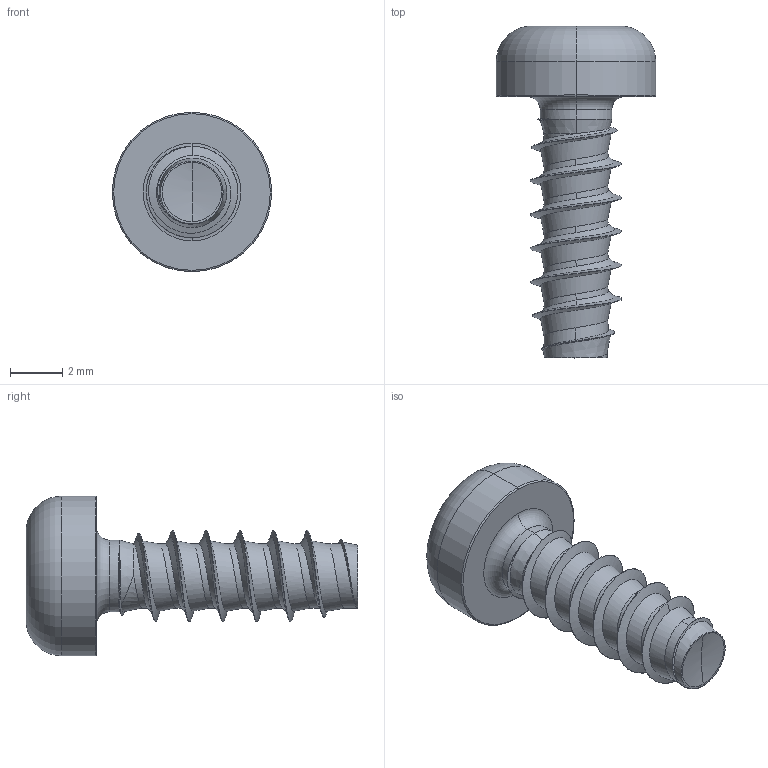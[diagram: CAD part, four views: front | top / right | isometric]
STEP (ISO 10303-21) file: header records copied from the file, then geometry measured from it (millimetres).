
FILE_DESCRIPTION (( 'STEP AP203' ), '1' );
FILE_NAME ('STP420350100.STEP', '2017-08-16T14:51:53', ( '' ), ( '' ), 'SwSTEP 2.0', 'SolidWorks 2015', '' );
FILE_SCHEMA (( 'CONFIG_CONTROL_DESIGN' ));
Length unit declared in the file: millimetre
Products named in the file (1): STP420350100
Bounding box: 6.1 x 12.69 x 6.1 mm (x, y, z)
Volume: 117.5 mm3; surface area: 238 mm2
Topology: 1 solids, 1 shells, 100 faces, 240 edges, 144 vertices
Faces by surface type: cylinder 40, bspline 35, cone 10, torus 10, plane 3, sphere 2
Entity records: 14140 total; most frequent: CARTESIAN_POINT 12077, ORIENTED_EDGE 480, DIRECTION 324, EDGE_CURVE 240, VERTEX_POINT 144, AXIS2_PLACEMENT_3D 135, B_SPLINE_CURVE_WITH_KNOTS 103, EDGE_LOOP 102
